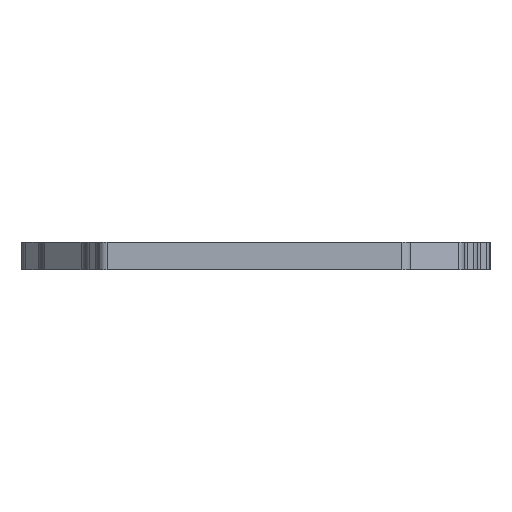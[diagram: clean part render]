
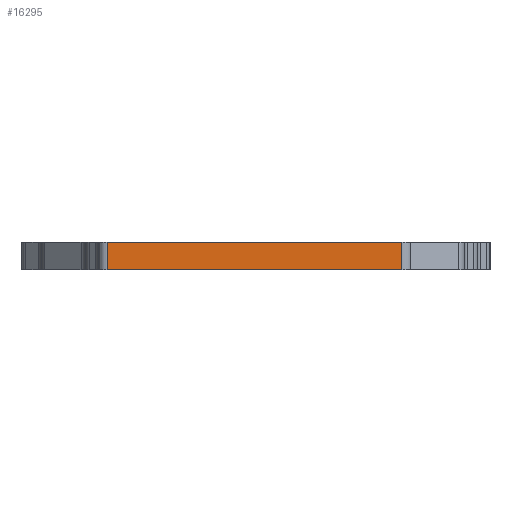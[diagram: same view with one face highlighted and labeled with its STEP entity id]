
A CAD part, left-side view. The second image highlights one B-rep face of the part: STEP entity #16295.
In plain terms, the highlighted planar face has unit normal (-1, 0, 0).
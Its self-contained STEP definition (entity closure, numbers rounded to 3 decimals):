
#388=PLANE('',#17586);
#1035=FACE_OUTER_BOUND('',#1956,.T.);
#1956=EDGE_LOOP('',(#12721,#12722,#12723,#12724));
#2547=LINE('',#23584,#4145);
#3280=LINE('',#25855,#4878);
#3281=LINE('',#25858,#4879);
#3282=LINE('',#25859,#4880);
#4145=VECTOR('',#18550,10.);
#4878=VECTOR('',#20873,10.);
#4879=VECTOR('',#20876,10.);
#4880=VECTOR('',#20877,10.);
#6591=VERTEX_POINT('',#23581);
#6592=VERTEX_POINT('',#23583);
#7335=VERTEX_POINT('',#25853);
#7336=VERTEX_POINT('',#25857);
#8215=EDGE_CURVE('',#6591,#6592,#2547,.T.);
#9338=EDGE_CURVE('',#7335,#6592,#3280,.T.);
#9339=EDGE_CURVE('',#7336,#7335,#3281,.T.);
#9340=EDGE_CURVE('',#7336,#6591,#3282,.T.);
#12721=ORIENTED_EDGE('',*,*,#9339,.T.);
#12722=ORIENTED_EDGE('',*,*,#9338,.T.);
#12723=ORIENTED_EDGE('',*,*,#8215,.F.);
#12724=ORIENTED_EDGE('',*,*,#9340,.F.);
#16295=ADVANCED_FACE('',(#1035),#388,.T.);
#17586=AXIS2_PLACEMENT_3D('',#25856,#20874,#20875);
#18550=DIRECTION('',(0.,-1.,0.));
#20873=DIRECTION('',(0.,0.,1.));
#20874=DIRECTION('center_axis',(-1.,0.,0.));
#20875=DIRECTION('ref_axis',(0.,-1.,0.));
#20876=DIRECTION('',(0.,-1.,0.));
#20877=DIRECTION('',(0.,0.,1.));
#23581=CARTESIAN_POINT('',(-134.77,79.493,5.));
#23583=CARTESIAN_POINT('',(-134.77,26.293,5.));
#23584=CARTESIAN_POINT('',(-134.77,79.493,5.));
#25853=CARTESIAN_POINT('',(-134.77,26.293,0.));
#25855=CARTESIAN_POINT('',(-134.77,26.293,0.));
#25856=CARTESIAN_POINT('Origin',(-134.77,79.493,0.));
#25857=CARTESIAN_POINT('',(-134.77,79.493,0.));
#25858=CARTESIAN_POINT('',(-134.77,79.493,0.));
#25859=CARTESIAN_POINT('',(-134.77,79.493,0.));
